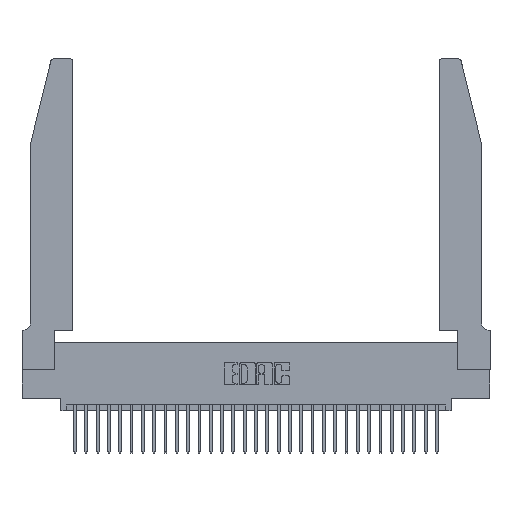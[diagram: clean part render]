
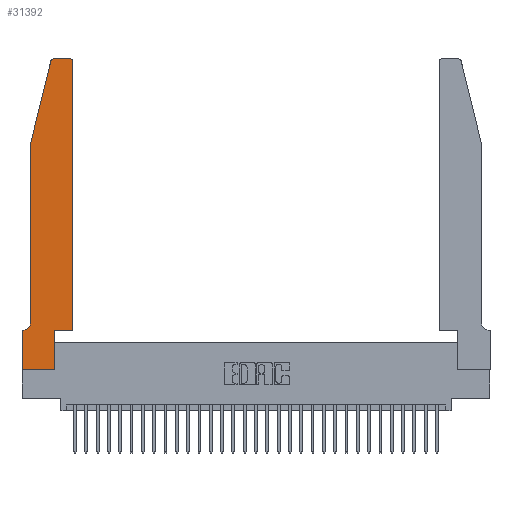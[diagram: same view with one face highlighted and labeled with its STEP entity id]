
A CAD part, top view. The second image highlights one B-rep face of the part: STEP entity #31392.
In plain terms, the highlighted planar face has unit normal (0, 0, 1).
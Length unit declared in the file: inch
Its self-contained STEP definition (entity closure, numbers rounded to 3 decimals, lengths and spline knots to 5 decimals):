
#60 = ORIENTED_EDGE ( 'NONE', *, *, #22793, .T. ) ;
#748 = CARTESIAN_POINT ( 'NONE',  ( 0.0755, 2., 0.37 ) ) ;
#799 = PLANE ( 'NONE',  #25269 ) ;
#835 = ORIENTED_EDGE ( 'NONE', *, *, #20310, .T. ) ;
#1283 = ORIENTED_EDGE ( 'NONE', *, *, #29119, .T. ) ;
#1805 = EDGE_CURVE ( 'NONE', #13684, #28667, #23378, .T. ) ;
#1850 = EDGE_CURVE ( 'NONE', #4880, #10232, #8738, .T. ) ;
#2160 = CIRCLE ( 'NONE', #25728, 0.03 ) ;
#2844 = VECTOR ( 'NONE', #26347, 39.37008 ) ;
#3082 = DIRECTION ( 'NONE',  ( 0., -1., 0. ) ) ;
#3480 = CARTESIAN_POINT ( 'NONE',  ( 0., 0., 0.37 ) ) ;
#4472 = LINE ( 'NONE', #3480, #16160 ) ;
#4880 = VERTEX_POINT ( 'NONE', #18573 ) ;
#5125 = CARTESIAN_POINT ( 'NONE',  ( 0.25487, 2.72718, 0.37 ) ) ;
#5832 = CARTESIAN_POINT ( 'NONE',  ( 0., 0.35, 0.37 ) ) ;
#6584 = CARTESIAN_POINT ( 'NONE',  ( 0.0755, 2., 0.37 ) ) ;
#6652 = CARTESIAN_POINT ( 'NONE',  ( 0.0755, 2., 0.37 ) ) ;
#6933 = CARTESIAN_POINT ( 'NONE',  ( 0.2865, 0.35, 0.37 ) ) ;
#7092 = LINE ( 'NONE', #17225, #26023 ) ;
#7121 = AXIS2_PLACEMENT_3D ( 'NONE', #9334, #26561, #11828 ) ;
#7353 = VERTEX_POINT ( 'NONE', #24368 ) ;
#7495 = VECTOR ( 'NONE', #30038, 39.37008 ) ;
#7911 = CARTESIAN_POINT ( 'NONE',  ( 0.2865, 0.35, 0.37 ) ) ;
#7963 = CARTESIAN_POINT ( 'NONE',  ( 0.0055, 0.35, 0.37 ) ) ;
#8094 = CARTESIAN_POINT ( 'NONE',  ( 0.0055, 0.42, 0.37 ) ) ;
#8367 = DIRECTION ( 'NONE',  ( 1., 0., 0. ) ) ;
#8738 = CIRCLE ( 'NONE', #7121, 0.03 ) ;
#8949 = EDGE_CURVE ( 'NONE', #23882, #22399, #4472, .T. ) ;
#9190 = DIRECTION ( 'NONE',  ( 0., -1., 0. ) ) ;
#9334 = CARTESIAN_POINT ( 'NONE',  ( 0.4205, 2.72, 0.37 ) ) ;
#9371 = ORIENTED_EDGE ( 'NONE', *, *, #11626, .T. ) ;
#9504 = ORIENTED_EDGE ( 'NONE', *, *, #18401, .T. ) ;
#10232 = VERTEX_POINT ( 'NONE', #11278 ) ;
#10630 = DIRECTION ( 'NONE',  ( -1., 0., 0. ) ) ;
#10976 = VERTEX_POINT ( 'NONE', #12179 ) ;
#11121 = ORIENTED_EDGE ( 'NONE', *, *, #11233, .T. ) ;
#11233 = EDGE_CURVE ( 'NONE', #7353, #23882, #18329, .T. ) ;
#11278 = CARTESIAN_POINT ( 'NONE',  ( 0.4205, 2.75, 0.37 ) ) ;
#11507 = LINE ( 'NONE', #6933, #18856 ) ;
#11626 = EDGE_CURVE ( 'NONE', #30125, #13684, #2160, .T. ) ;
#11828 = DIRECTION ( 'NONE',  ( 1., 0., 0. ) ) ;
#12139 = CARTESIAN_POINT ( 'NONE',  ( 0.284, 2.72, 0.37 ) ) ;
#12179 = CARTESIAN_POINT ( 'NONE',  ( 0.0755, 0.42, 0.37 ) ) ;
#12865 = CARTESIAN_POINT ( 'NONE',  ( 0.4505, 0.35, 0.37 ) ) ;
#12876 = DIRECTION ( 'NONE',  ( -1., 0., 0. ) ) ;
#13234 = ORIENTED_EDGE ( 'NONE', *, *, #22703, .T. ) ;
#13301 = FACE_OUTER_BOUND ( 'NONE', #21029, .T. ) ;
#13684 = VERTEX_POINT ( 'NONE', #5125 ) ;
#13709 = EDGE_CURVE ( 'NONE', #27909, #20819, #26424, .T. ) ;
#14633 = DIRECTION ( 'NONE',  ( 1., 0., 0. ) ) ;
#14740 = LINE ( 'NONE', #15378, #27017 ) ;
#15378 = CARTESIAN_POINT ( 'NONE',  ( 0.0755, 0.35, 0.37 ) ) ;
#15949 = CARTESIAN_POINT ( 'NONE',  ( 0.2865, 0., 0.37 ) ) ;
#16160 = VECTOR ( 'NONE', #28219, 39.37008 ) ;
#17225 = CARTESIAN_POINT ( 'NONE',  ( 0.4505, 0.35, 0.37 ) ) ;
#17834 = VECTOR ( 'NONE', #19974, 39.37008 ) ;
#18007 = CARTESIAN_POINT ( 'NONE',  ( 0., 0., 0.37 ) ) ;
#18235 = VECTOR ( 'NONE', #9190, 39.37008 ) ;
#18329 = LINE ( 'NONE', #18007, #30558 ) ;
#18401 = EDGE_CURVE ( 'NONE', #27030, #7353, #14740, .T. ) ;
#18573 = CARTESIAN_POINT ( 'NONE',  ( 0.4505, 2.72, 0.37 ) ) ;
#18856 = VECTOR ( 'NONE', #26692, 39.37008 ) ;
#19676 = DIRECTION ( 'NONE',  ( 0., 1., 0. ) ) ;
#19974 = DIRECTION ( 'NONE',  ( -1., 0., 0. ) ) ;
#20310 = EDGE_CURVE ( 'NONE', #22399, #27909, #11507, .T. ) ;
#20819 = VERTEX_POINT ( 'NONE', #28577 ) ;
#21029 = EDGE_LOOP ( 'NONE', ( #1283, #9371, #25456, #24441, #60, #9504, #11121, #26975, #835, #23278, #13234, #21105 ) ) ;
#21105 = ORIENTED_EDGE ( 'NONE', *, *, #1850, .T. ) ;
#22335 = CARTESIAN_POINT ( 'NONE',  ( 0.2605, 2.75, 0.37 ) ) ;
#22399 = VERTEX_POINT ( 'NONE', #15949 ) ;
#22703 = EDGE_CURVE ( 'NONE', #20819, #4880, #7092, .T. ) ;
#22793 = EDGE_CURVE ( 'NONE', #10976, #27030, #30207, .T. ) ;
#23135 = DIRECTION ( 'NONE',  ( 0., 0., 1. ) ) ;
#23278 = ORIENTED_EDGE ( 'NONE', *, *, #13709, .T. ) ;
#23378 = LINE ( 'NONE', #6584, #2844 ) ;
#23882 = VERTEX_POINT ( 'NONE', #29567 ) ;
#24345 = LINE ( 'NONE', #22335, #17834 ) ;
#24368 = CARTESIAN_POINT ( 'NONE',  ( 0., 0.35, 0.37 ) ) ;
#24441 = ORIENTED_EDGE ( 'NONE', *, *, #28858, .T. ) ;
#25269 = AXIS2_PLACEMENT_3D ( 'NONE', #5832, #23135, #8367 ) ;
#25358 = DIRECTION ( 'NONE',  ( 0., 0., -1. ) ) ;
#25456 = ORIENTED_EDGE ( 'NONE', *, *, #1805, .T. ) ;
#25728 = AXIS2_PLACEMENT_3D ( 'NONE', #12139, #29326, #14633 ) ;
#25929 = AXIS2_PLACEMENT_3D ( 'NONE', #8094, #25358, #10630 ) ;
#26023 = VECTOR ( 'NONE', #19676, 39.37008 ) ;
#26347 = DIRECTION ( 'NONE',  ( -0.239, -0.971, 0. ) ) ;
#26424 = LINE ( 'NONE', #12865, #7495 ) ;
#26561 = DIRECTION ( 'NONE',  ( 0., 0., 1. ) ) ;
#26692 = DIRECTION ( 'NONE',  ( 0., 1., 0. ) ) ;
#26975 = ORIENTED_EDGE ( 'NONE', *, *, #8949, .T. ) ;
#27017 = VECTOR ( 'NONE', #12876, 39.37008 ) ;
#27030 = VERTEX_POINT ( 'NONE', #7963 ) ;
#27909 = VERTEX_POINT ( 'NONE', #7911 ) ;
#28219 = DIRECTION ( 'NONE',  ( 1., 0., 0. ) ) ;
#28577 = CARTESIAN_POINT ( 'NONE',  ( 0.4505, 0.35, 0.37 ) ) ;
#28667 = VERTEX_POINT ( 'NONE', #748 ) ;
#28858 = EDGE_CURVE ( 'NONE', #28667, #10976, #31229, .T. ) ;
#29016 = CARTESIAN_POINT ( 'NONE',  ( 0.284, 2.75, 0.37 ) ) ;
#29119 = EDGE_CURVE ( 'NONE', #10232, #30125, #24345, .T. ) ;
#29326 = DIRECTION ( 'NONE',  ( 0., 0., 1. ) ) ;
#29567 = CARTESIAN_POINT ( 'NONE',  ( 0., 0., 0.37 ) ) ;
#30038 = DIRECTION ( 'NONE',  ( 1., 0., 0. ) ) ;
#30125 = VERTEX_POINT ( 'NONE', #29016 ) ;
#30207 = CIRCLE ( 'NONE', #25929, 0.07 ) ;
#30558 = VECTOR ( 'NONE', #3082, 39.37008 ) ;
#31229 = LINE ( 'NONE', #6652, #18235 ) ;
#31392 = ADVANCED_FACE ( 'NONE', ( #13301 ), #799, .T. ) ;
